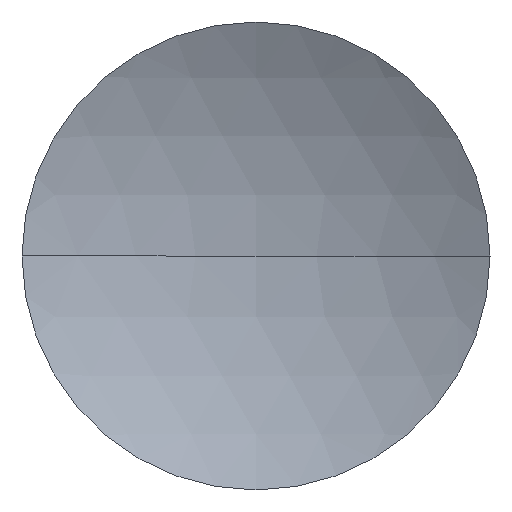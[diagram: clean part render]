
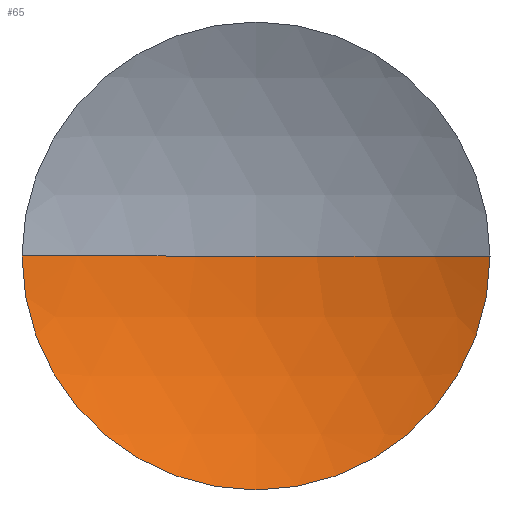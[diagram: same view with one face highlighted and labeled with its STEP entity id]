
A CAD part, front view. The second image highlights one B-rep face of the part: STEP entity #65.
In plain terms, the highlighted spherical face has radius 47.091 mm.
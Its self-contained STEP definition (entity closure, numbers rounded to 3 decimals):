
#3 = VERTEX_POINT ( 'NONE', #174 ) ;
#6 = ORIENTED_EDGE ( 'NONE', *, *, #246, .F. ) ;
#10 = DIRECTION ( 'NONE',  ( 0., -1., 0. ) ) ;
#16 = CIRCLE ( 'NONE', #25, 21.2 ) ;
#19 = DIRECTION ( 'NONE',  ( 1., 0., 0. ) ) ;
#21 = SPHERICAL_SURFACE ( 'NONE', #224, 47.091 ) ;
#25 = AXIS2_PLACEMENT_3D ( 'NONE', #211, #10, #33 ) ;
#28 = CARTESIAN_POINT ( 'NONE',  ( -10.896, -42.049, 0. ) ) ;
#33 = DIRECTION ( 'NONE',  ( 0., 0., -1. ) ) ;
#35 = CARTESIAN_POINT ( 'NONE',  ( -10.896, 0., 0. ) ) ;
#42 = EDGE_CURVE ( 'NONE', #81, #247, #71, .T. ) ;
#50 = EDGE_LOOP ( 'NONE', ( #6, #112, #170, #192 ) ) ;
#51 = CARTESIAN_POINT ( 'NONE',  ( -10.896, 5.042, 0. ) ) ;
#63 = CIRCLE ( 'NONE', #95, 47.091 ) ;
#65 = ADVANCED_FACE ( 'NONE', ( #107 ), #21, .F. ) ;
#69 = DIRECTION ( 'NONE',  ( 1., 0., 0. ) ) ;
#71 = CIRCLE ( 'NONE', #90, 21.2 ) ;
#81 = VERTEX_POINT ( 'NONE', #104 ) ;
#90 = AXIS2_PLACEMENT_3D ( 'NONE', #35, #102, #264 ) ;
#94 = DIRECTION ( 'NONE',  ( 0., 0., -1. ) ) ;
#95 = AXIS2_PLACEMENT_3D ( 'NONE', #28, #94, #169 ) ;
#101 = AXIS2_PLACEMENT_3D ( 'NONE', #127, #204, #69 ) ;
#102 = DIRECTION ( 'NONE',  ( 0., -1., 0. ) ) ;
#104 = CARTESIAN_POINT ( 'NONE',  ( -32.096, 0., 0. ) ) ;
#107 = FACE_OUTER_BOUND ( 'NONE', #50, .T. ) ;
#112 = ORIENTED_EDGE ( 'NONE', *, *, #141, .T. ) ;
#127 = CARTESIAN_POINT ( 'NONE',  ( -10.896, -42.049, 0. ) ) ;
#130 = CARTESIAN_POINT ( 'NONE',  ( -10.896, 0., -21.2 ) ) ;
#141 = EDGE_CURVE ( 'NONE', #203, #81, #265, .T. ) ;
#169 = DIRECTION ( 'NONE',  ( -1., 0., 0. ) ) ;
#170 = ORIENTED_EDGE ( 'NONE', *, *, #42, .T. ) ;
#174 = CARTESIAN_POINT ( 'NONE',  ( 10.304, 0., 0. ) ) ;
#191 = EDGE_CURVE ( 'NONE', #247, #3, #16, .T. ) ;
#192 = ORIENTED_EDGE ( 'NONE', *, *, #191, .T. ) ;
#203 = VERTEX_POINT ( 'NONE', #51 ) ;
#204 = DIRECTION ( 'NONE',  ( 0., 0., 1. ) ) ;
#211 = CARTESIAN_POINT ( 'NONE',  ( -10.896, 0., 0. ) ) ;
#224 = AXIS2_PLACEMENT_3D ( 'NONE', #266, #242, #19 ) ;
#242 = DIRECTION ( 'NONE',  ( 0., 0., 1. ) ) ;
#246 = EDGE_CURVE ( 'NONE', #203, #3, #63, .T. ) ;
#247 = VERTEX_POINT ( 'NONE', #130 ) ;
#264 = DIRECTION ( 'NONE',  ( 0., 0., -1. ) ) ;
#265 = CIRCLE ( 'NONE', #101, 47.091 ) ;
#266 = CARTESIAN_POINT ( 'NONE',  ( -10.896, -42.049, 0. ) ) ;
